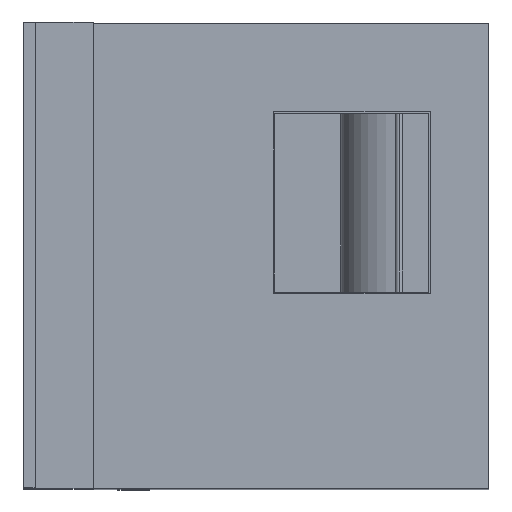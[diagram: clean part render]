
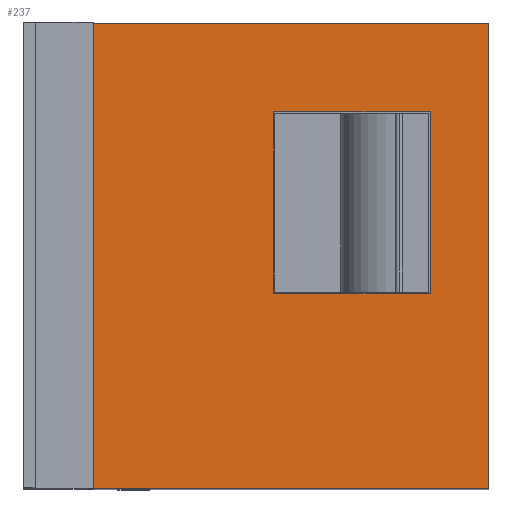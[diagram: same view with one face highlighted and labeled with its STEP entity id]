
A CAD part, top view. The second image highlights one B-rep face of the part: STEP entity #237.
In plain terms, the highlighted planar face has unit normal (0, 0, 1).
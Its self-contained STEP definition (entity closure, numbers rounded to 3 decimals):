
#237=ADVANCED_FACE('',(#550,#551),#552,.T.);
#550=FACE_BOUND('',#952,.T.);
#551=FACE_OUTER_BOUND('',#953,.T.);
#552=PLANE('',#954);
#952=EDGE_LOOP('',(#1603,#1604,#1605,#1606));
#953=EDGE_LOOP('',(#1607,#1608,#1609,#1610));
#954=AXIS2_PLACEMENT_3D('',#1611,#1612,#1613);
#1603=ORIENTED_EDGE('',*,*,#2595,.F.);
#1604=ORIENTED_EDGE('',*,*,#2596,.F.);
#1605=ORIENTED_EDGE('',*,*,#2597,.F.);
#1606=ORIENTED_EDGE('',*,*,#2598,.F.);
#1607=ORIENTED_EDGE('',*,*,#2599,.T.);
#1608=ORIENTED_EDGE('',*,*,#2600,.T.);
#1609=ORIENTED_EDGE('',*,*,#2520,.T.);
#1610=ORIENTED_EDGE('',*,*,#2601,.T.);
#1611=CARTESIAN_POINT('',(431.8,508.0,1818.64));
#1612=DIRECTION('',(0.0,0.0,1.0));
#1613=DIRECTION('',(1.0,0.0,0.0));
#2520=EDGE_CURVE('',#3076,#3074,#3077,.T.);
#2595=EDGE_CURVE('',#3188,#3189,#3190,.T.);
#2596=EDGE_CURVE('',#3191,#3188,#3192,.T.);
#2597=EDGE_CURVE('',#3193,#3191,#3194,.T.);
#2598=EDGE_CURVE('',#3189,#3193,#3195,.T.);
#2599=EDGE_CURVE('',#3196,#3197,#3198,.T.);
#2600=EDGE_CURVE('',#3197,#3076,#3199,.T.);
#2601=EDGE_CURVE('',#3074,#3196,#3200,.T.);
#3074=VERTEX_POINT('',#3836);
#3076=VERTEX_POINT('',#3839);
#3077=LINE('',#3840,#3841);
#3188=VERTEX_POINT('',#4009);
#3189=VERTEX_POINT('',#4010);
#3190=LINE('',#4011,#4012);
#3191=VERTEX_POINT('',#4013);
#3192=LINE('',#4014,#4015);
#3193=VERTEX_POINT('',#4016);
#3194=LINE('',#4017,#4018);
#3195=LINE('',#4019,#4020);
#3196=VERTEX_POINT('',#4021);
#3197=VERTEX_POINT('',#4022);
#3198=LINE('',#4023,#4024);
#3199=LINE('',#4025,#4026);
#3200=LINE('',#4027,#4028);
#3836=CARTESIAN_POINT('',(0.0,0.0,1818.64));
#3839=CARTESIAN_POINT('',(0.0,1016.0,1818.64));
#3840=CARTESIAN_POINT('',(0.0,508.0,1818.64));
#3841=VECTOR('',#4620,25.4);
#4009=CARTESIAN_POINT('',(736.6,425.45,1818.64));
#4010=CARTESIAN_POINT('',(736.6,822.325,1818.64));
#4011=CARTESIAN_POINT('',(736.6,565.944,1818.64));
#4012=VECTOR('',#4678,25.4);
#4013=CARTESIAN_POINT('',(393.7,425.45,1818.64));
#4014=CARTESIAN_POINT('',(498.475,425.45,1818.64));
#4015=VECTOR('',#4679,25.4);
#4016=CARTESIAN_POINT('',(393.7,822.325,1818.64));
#4017=CARTESIAN_POINT('',(393.7,565.944,1818.64));
#4018=VECTOR('',#4680,25.4);
#4019=CARTESIAN_POINT('',(498.475,822.325,1818.64));
#4020=VECTOR('',#4681,25.4);
#4021=CARTESIAN_POINT('',(863.6,0.0,1818.64));
#4022=CARTESIAN_POINT('',(863.6,1016.0,1818.64));
#4023=CARTESIAN_POINT('',(863.6,508.0,1818.64));
#4024=VECTOR('',#4682,25.4);
#4025=CARTESIAN_POINT('',(431.8,1016.0,1818.64));
#4026=VECTOR('',#4683,25.4);
#4027=CARTESIAN_POINT('',(431.8,0.0,1818.64));
#4028=VECTOR('',#4684,25.4);
#4620=DIRECTION('',(0.0,-1.0,0.0));
#4678=DIRECTION('',(0.0,1.0,0.0));
#4679=DIRECTION('',(1.0,0.0,0.0));
#4680=DIRECTION('',(0.0,-1.0,0.0));
#4681=DIRECTION('',(-1.0,0.0,0.0));
#4682=DIRECTION('',(0.0,1.0,0.0));
#4683=DIRECTION('',(-1.0,0.0,0.0));
#4684=DIRECTION('',(1.0,0.0,0.0));
